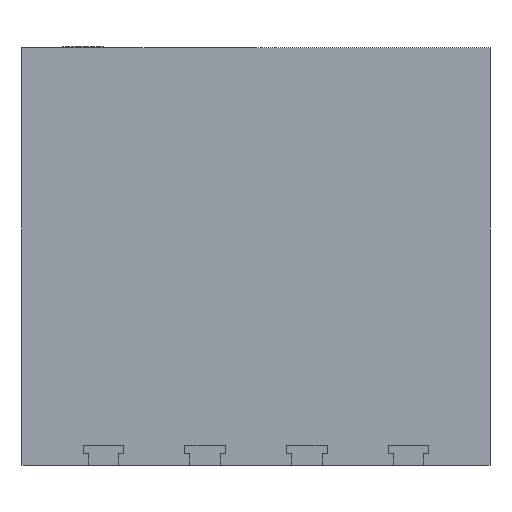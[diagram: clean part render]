
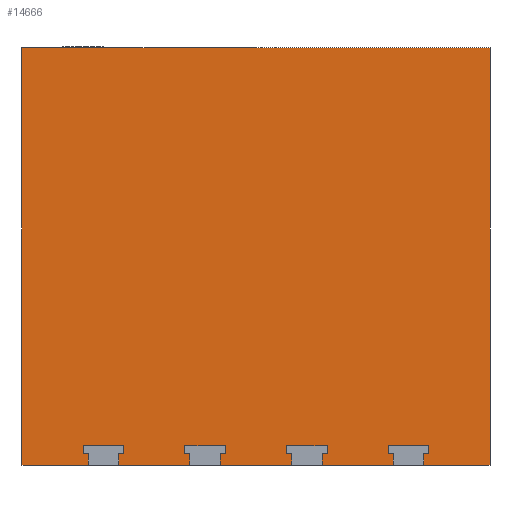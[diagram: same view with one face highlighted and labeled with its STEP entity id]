
A CAD part, front view. The second image highlights one B-rep face of the part: STEP entity #14666.
In plain terms, the highlighted face is planar.
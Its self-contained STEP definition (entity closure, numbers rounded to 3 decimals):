
#375=FACE_OUTER_BOUND('',#1160,.T.);
#1160=EDGE_LOOP('',(#10307,#10308,#10309,#10310,#10311,#10312,#10313,#10314,
#10315,#10316,#10317,#10318,#10319,#10320,#10321,#10322,#10323,#10324,#10325,
#10326,#10327,#10328,#10329,#10330,#10331,#10332,#10333,#10334,#10335,#10336,
#10337,#10338,#10339,#10340,#10341,#10342));
#1974=LINE('',#21350,#3691);
#1981=LINE('',#21374,#3698);
#1988=LINE('',#21398,#3705);
#2023=LINE('',#21519,#3740);
#2030=LINE('',#21539,#3747);
#2081=LINE('',#21650,#3798);
#2116=LINE('',#21717,#3833);
#2125=LINE('',#21743,#3842);
#2138=LINE('',#21785,#3855);
#2145=LINE('',#21809,#3862);
#2152=LINE('',#21830,#3869);
#2159=LINE('',#21854,#3876);
#2166=LINE('',#21875,#3883);
#2180=LINE('',#21920,#3897);
#2332=LINE('',#22401,#4049);
#2333=LINE('',#22403,#4050);
#2334=LINE('',#22405,#4051);
#2335=LINE('',#22406,#4052);
#2336=LINE('',#22407,#4053);
#2337=LINE('',#22408,#4054);
#2338=LINE('',#22410,#4055);
#2339=LINE('',#22412,#4056);
#2340=LINE('',#22413,#4057);
#2341=LINE('',#22414,#4058);
#2342=LINE('',#22415,#4059);
#2343=LINE('',#22417,#4060);
#2344=LINE('',#22419,#4061);
#2345=LINE('',#22420,#4062);
#2346=LINE('',#22421,#4063);
#2347=LINE('',#22422,#4064);
#2348=LINE('',#22424,#4065);
#2349=LINE('',#22426,#4066);
#2350=LINE('',#22427,#4067);
#2351=LINE('',#22428,#4068);
#2352=LINE('',#22430,#4069);
#2353=LINE('',#22431,#4070);
#3691=VECTOR('',#16935,0.35);
#3698=VECTOR('',#16952,0.35);
#3705=VECTOR('',#16969,0.35);
#3740=VECTOR('',#17056,0.325);
#3747=VECTOR('',#17071,0.325);
#3798=VECTOR('',#17150,2.05);
#3833=VECTOR('',#17191,0.025);
#3842=VECTOR('',#17210,0.025);
#3855=VECTOR('',#17241,0.025);
#3862=VECTOR('',#17258,0.025);
#3869=VECTOR('',#17273,0.025);
#3876=VECTOR('',#17290,0.025);
#3883=VECTOR('',#17305,0.025);
#3897=VECTOR('',#17337,0.025);
#4049=VECTOR('',#17697,0.055);
#4050=VECTOR('',#17698,0.04);
#4051=VECTOR('',#17699,0.2);
#4052=VECTOR('',#17700,0.04);
#4053=VECTOR('',#17701,0.055);
#4054=VECTOR('',#17702,0.055);
#4055=VECTOR('',#17703,0.04);
#4056=VECTOR('',#17704,0.2);
#4057=VECTOR('',#17705,0.04);
#4058=VECTOR('',#17706,0.055);
#4059=VECTOR('',#17707,0.055);
#4060=VECTOR('',#17708,0.04);
#4061=VECTOR('',#17709,0.2);
#4062=VECTOR('',#17710,0.04);
#4063=VECTOR('',#17711,0.055);
#4064=VECTOR('',#17712,0.055);
#4065=VECTOR('',#17713,0.04);
#4066=VECTOR('',#17714,0.2);
#4067=VECTOR('',#17715,0.04);
#4068=VECTOR('',#17716,0.055);
#4069=VECTOR('',#17717,2.05);
#4070=VECTOR('',#17718,2.3);
#5982=VERTEX_POINT('',#21347);
#5983=VERTEX_POINT('',#21349);
#5994=VERTEX_POINT('',#21371);
#5995=VERTEX_POINT('',#21373);
#6006=VERTEX_POINT('',#21395);
#6007=VERTEX_POINT('',#21397);
#6066=VERTEX_POINT('',#21516);
#6067=VERTEX_POINT('',#21518);
#6068=VERTEX_POINT('',#21522);
#6076=VERTEX_POINT('',#21537);
#6122=VERTEX_POINT('',#21649);
#6150=VERTEX_POINT('',#21715);
#6151=VERTEX_POINT('',#21716);
#6162=VERTEX_POINT('',#21741);
#6163=VERTEX_POINT('',#21742);
#6182=VERTEX_POINT('',#21783);
#6183=VERTEX_POINT('',#21784);
#6194=VERTEX_POINT('',#21806);
#6195=VERTEX_POINT('',#21808);
#6204=VERTEX_POINT('',#21828);
#6205=VERTEX_POINT('',#21829);
#6216=VERTEX_POINT('',#21851);
#6217=VERTEX_POINT('',#21853);
#6226=VERTEX_POINT('',#21873);
#6227=VERTEX_POINT('',#21874);
#6248=VERTEX_POINT('',#21918);
#6249=VERTEX_POINT('',#21919);
#6475=VERTEX_POINT('',#22402);
#6476=VERTEX_POINT('',#22404);
#6477=VERTEX_POINT('',#22409);
#6478=VERTEX_POINT('',#22411);
#6479=VERTEX_POINT('',#22416);
#6480=VERTEX_POINT('',#22418);
#6481=VERTEX_POINT('',#22423);
#6482=VERTEX_POINT('',#22425);
#6483=VERTEX_POINT('',#22429);
#7480=EDGE_CURVE('',#5983,#5982,#1974,.T.);
#7492=EDGE_CURVE('',#5995,#5994,#1981,.T.);
#7504=EDGE_CURVE('',#6007,#6006,#1988,.T.);
#7564=EDGE_CURVE('',#6067,#6066,#2023,.T.);
#7574=EDGE_CURVE('',#6068,#6076,#2030,.T.);
#7631=EDGE_CURVE('',#6067,#6122,#2081,.T.);
#7666=EDGE_CURVE('',#6150,#6151,#2116,.T.);
#7679=EDGE_CURVE('',#6162,#6163,#2125,.T.);
#7700=EDGE_CURVE('',#6182,#6183,#2138,.T.);
#7712=EDGE_CURVE('',#6194,#6195,#2145,.T.);
#7722=EDGE_CURVE('',#6204,#6205,#2152,.T.);
#7734=EDGE_CURVE('',#6216,#6217,#2159,.T.);
#7744=EDGE_CURVE('',#6226,#6227,#2166,.T.);
#7766=EDGE_CURVE('',#6248,#6249,#2180,.T.);
#8009=EDGE_CURVE('',#6066,#6151,#2332,.T.);
#8010=EDGE_CURVE('',#6150,#6475,#2333,.T.);
#8011=EDGE_CURVE('',#6475,#6476,#2334,.T.);
#8012=EDGE_CURVE('',#6163,#6476,#2335,.T.);
#8013=EDGE_CURVE('',#6007,#6162,#2336,.T.);
#8014=EDGE_CURVE('',#6006,#6183,#2337,.T.);
#8015=EDGE_CURVE('',#6182,#6477,#2338,.T.);
#8016=EDGE_CURVE('',#6477,#6478,#2339,.T.);
#8017=EDGE_CURVE('',#6195,#6478,#2340,.T.);
#8018=EDGE_CURVE('',#5995,#6194,#2341,.T.);
#8019=EDGE_CURVE('',#5994,#6205,#2342,.T.);
#8020=EDGE_CURVE('',#6204,#6479,#2343,.T.);
#8021=EDGE_CURVE('',#6479,#6480,#2344,.T.);
#8022=EDGE_CURVE('',#6217,#6480,#2345,.T.);
#8023=EDGE_CURVE('',#5983,#6216,#2346,.T.);
#8024=EDGE_CURVE('',#5982,#6227,#2347,.T.);
#8025=EDGE_CURVE('',#6226,#6481,#2348,.T.);
#8026=EDGE_CURVE('',#6481,#6482,#2349,.T.);
#8027=EDGE_CURVE('',#6249,#6482,#2350,.T.);
#8028=EDGE_CURVE('',#6068,#6248,#2351,.T.);
#8029=EDGE_CURVE('',#6076,#6483,#2352,.T.);
#8030=EDGE_CURVE('',#6122,#6483,#2353,.T.);
#10307=ORIENTED_EDGE('',*,*,#8009,.T.);
#10308=ORIENTED_EDGE('',*,*,#7666,.F.);
#10309=ORIENTED_EDGE('',*,*,#8010,.T.);
#10310=ORIENTED_EDGE('',*,*,#8011,.T.);
#10311=ORIENTED_EDGE('',*,*,#8012,.F.);
#10312=ORIENTED_EDGE('',*,*,#7679,.F.);
#10313=ORIENTED_EDGE('',*,*,#8013,.F.);
#10314=ORIENTED_EDGE('',*,*,#7504,.T.);
#10315=ORIENTED_EDGE('',*,*,#8014,.T.);
#10316=ORIENTED_EDGE('',*,*,#7700,.F.);
#10317=ORIENTED_EDGE('',*,*,#8015,.T.);
#10318=ORIENTED_EDGE('',*,*,#8016,.T.);
#10319=ORIENTED_EDGE('',*,*,#8017,.F.);
#10320=ORIENTED_EDGE('',*,*,#7712,.F.);
#10321=ORIENTED_EDGE('',*,*,#8018,.F.);
#10322=ORIENTED_EDGE('',*,*,#7492,.T.);
#10323=ORIENTED_EDGE('',*,*,#8019,.T.);
#10324=ORIENTED_EDGE('',*,*,#7722,.F.);
#10325=ORIENTED_EDGE('',*,*,#8020,.T.);
#10326=ORIENTED_EDGE('',*,*,#8021,.T.);
#10327=ORIENTED_EDGE('',*,*,#8022,.F.);
#10328=ORIENTED_EDGE('',*,*,#7734,.F.);
#10329=ORIENTED_EDGE('',*,*,#8023,.F.);
#10330=ORIENTED_EDGE('',*,*,#7480,.T.);
#10331=ORIENTED_EDGE('',*,*,#8024,.T.);
#10332=ORIENTED_EDGE('',*,*,#7744,.F.);
#10333=ORIENTED_EDGE('',*,*,#8025,.T.);
#10334=ORIENTED_EDGE('',*,*,#8026,.T.);
#10335=ORIENTED_EDGE('',*,*,#8027,.F.);
#10336=ORIENTED_EDGE('',*,*,#7766,.F.);
#10337=ORIENTED_EDGE('',*,*,#8028,.F.);
#10338=ORIENTED_EDGE('',*,*,#7574,.T.);
#10339=ORIENTED_EDGE('',*,*,#8029,.T.);
#10340=ORIENTED_EDGE('',*,*,#8030,.F.);
#10341=ORIENTED_EDGE('',*,*,#7631,.F.);
#10342=ORIENTED_EDGE('',*,*,#7564,.T.);
#14144=PLANE('',#15707);
#14666=ADVANCED_FACE('',(#375),#14144,.T.);
#15707=AXIS2_PLACEMENT_3D('',#22400,#17695,#17696);
#16935=DIRECTION('',(1.,0.,0.));
#16952=DIRECTION('',(1.,0.,0.));
#16969=DIRECTION('',(1.,0.,0.));
#17056=DIRECTION('',(1.,0.,0.));
#17071=DIRECTION('',(1.,0.,0.));
#17150=DIRECTION('',(0.,1.,0.));
#17191=DIRECTION('',(1.,0.,0.));
#17210=DIRECTION('',(1.,0.,0.));
#17241=DIRECTION('',(1.,0.,0.));
#17258=DIRECTION('',(1.,0.,0.));
#17273=DIRECTION('',(1.,0.,0.));
#17290=DIRECTION('',(1.,0.,0.));
#17305=DIRECTION('',(1.,0.,0.));
#17337=DIRECTION('',(1.,0.,0.));
#17695=DIRECTION('center_axis',(0.,0.,1.));
#17696=DIRECTION('ref_axis',(1.,0.,0.));
#17697=DIRECTION('',(0.,1.,0.));
#17698=DIRECTION('',(0.,1.,0.));
#17699=DIRECTION('',(1.,0.,0.));
#17700=DIRECTION('',(0.,1.,0.));
#17701=DIRECTION('',(0.,1.,0.));
#17702=DIRECTION('',(0.,1.,0.));
#17703=DIRECTION('',(0.,1.,0.));
#17704=DIRECTION('',(1.,0.,0.));
#17705=DIRECTION('',(0.,1.,0.));
#17706=DIRECTION('',(0.,1.,0.));
#17707=DIRECTION('',(0.,1.,0.));
#17708=DIRECTION('',(0.,1.,0.));
#17709=DIRECTION('',(1.,0.,0.));
#17710=DIRECTION('',(0.,1.,0.));
#17711=DIRECTION('',(0.,1.,0.));
#17712=DIRECTION('',(0.,1.,0.));
#17713=DIRECTION('',(0.,1.,0.));
#17714=DIRECTION('',(1.,0.,0.));
#17715=DIRECTION('',(0.,1.,0.));
#17716=DIRECTION('',(0.,1.,0.));
#17717=DIRECTION('',(0.,1.,0.));
#17718=DIRECTION('',(1.,0.,0.));
#21347=CARTESIAN_POINT('',(0.675,0.,1.5));
#21349=CARTESIAN_POINT('',(0.325,0.,1.5));
#21350=CARTESIAN_POINT('',(0.325,0.,1.5));
#21371=CARTESIAN_POINT('',(0.175,0.,1.5));
#21373=CARTESIAN_POINT('',(-0.175,0.,1.5));
#21374=CARTESIAN_POINT('',(-0.175,0.,1.5));
#21395=CARTESIAN_POINT('',(-0.325,0.,1.5));
#21397=CARTESIAN_POINT('',(-0.675,0.,1.5));
#21398=CARTESIAN_POINT('',(-0.675,0.,1.5));
#21516=CARTESIAN_POINT('',(-0.825,0.,1.5));
#21518=CARTESIAN_POINT('',(-1.15,0.,1.5));
#21519=CARTESIAN_POINT('',(-1.15,0.,1.5));
#21522=CARTESIAN_POINT('',(0.825,0.,1.5));
#21537=CARTESIAN_POINT('',(1.15,0.,1.5));
#21539=CARTESIAN_POINT('',(0.825,0.,1.5));
#21649=CARTESIAN_POINT('',(-1.15,2.05,1.5));
#21650=CARTESIAN_POINT('',(-1.15,0.,1.5));
#21715=CARTESIAN_POINT('',(-0.85,0.055,1.5));
#21716=CARTESIAN_POINT('',(-0.825,0.055,1.5));
#21717=CARTESIAN_POINT('',(-0.85,0.055,1.5));
#21741=CARTESIAN_POINT('',(-0.675,0.055,1.5));
#21742=CARTESIAN_POINT('',(-0.65,0.055,1.5));
#21743=CARTESIAN_POINT('',(-0.675,0.055,1.5));
#21783=CARTESIAN_POINT('',(-0.35,0.055,1.5));
#21784=CARTESIAN_POINT('',(-0.325,0.055,1.5));
#21785=CARTESIAN_POINT('',(-0.35,0.055,1.5));
#21806=CARTESIAN_POINT('',(-0.175,0.055,1.5));
#21808=CARTESIAN_POINT('',(-0.15,0.055,1.5));
#21809=CARTESIAN_POINT('',(-0.175,0.055,1.5));
#21828=CARTESIAN_POINT('',(0.15,0.055,1.5));
#21829=CARTESIAN_POINT('',(0.175,0.055,1.5));
#21830=CARTESIAN_POINT('',(0.15,0.055,1.5));
#21851=CARTESIAN_POINT('',(0.325,0.055,1.5));
#21853=CARTESIAN_POINT('',(0.35,0.055,1.5));
#21854=CARTESIAN_POINT('',(0.325,0.055,1.5));
#21873=CARTESIAN_POINT('',(0.65,0.055,1.5));
#21874=CARTESIAN_POINT('',(0.675,0.055,1.5));
#21875=CARTESIAN_POINT('',(0.65,0.055,1.5));
#21918=CARTESIAN_POINT('',(0.825,0.055,1.5));
#21919=CARTESIAN_POINT('',(0.85,0.055,1.5));
#21920=CARTESIAN_POINT('',(0.825,0.055,1.5));
#22400=CARTESIAN_POINT('Origin',(-1.15,0.,1.5));
#22401=CARTESIAN_POINT('',(-0.825,0.,1.5));
#22402=CARTESIAN_POINT('',(-0.85,0.095,1.5));
#22403=CARTESIAN_POINT('',(-0.85,0.055,1.5));
#22404=CARTESIAN_POINT('',(-0.65,0.095,1.5));
#22405=CARTESIAN_POINT('',(-0.85,0.095,1.5));
#22406=CARTESIAN_POINT('',(-0.65,0.055,1.5));
#22407=CARTESIAN_POINT('',(-0.675,0.,1.5));
#22408=CARTESIAN_POINT('',(-0.325,0.,1.5));
#22409=CARTESIAN_POINT('',(-0.35,0.095,1.5));
#22410=CARTESIAN_POINT('',(-0.35,0.055,1.5));
#22411=CARTESIAN_POINT('',(-0.15,0.095,1.5));
#22412=CARTESIAN_POINT('',(-0.35,0.095,1.5));
#22413=CARTESIAN_POINT('',(-0.15,0.055,1.5));
#22414=CARTESIAN_POINT('',(-0.175,0.,1.5));
#22415=CARTESIAN_POINT('',(0.175,0.,1.5));
#22416=CARTESIAN_POINT('',(0.15,0.095,1.5));
#22417=CARTESIAN_POINT('',(0.15,0.055,1.5));
#22418=CARTESIAN_POINT('',(0.35,0.095,1.5));
#22419=CARTESIAN_POINT('',(0.15,0.095,1.5));
#22420=CARTESIAN_POINT('',(0.35,0.055,1.5));
#22421=CARTESIAN_POINT('',(0.325,0.,1.5));
#22422=CARTESIAN_POINT('',(0.675,0.,1.5));
#22423=CARTESIAN_POINT('',(0.65,0.095,1.5));
#22424=CARTESIAN_POINT('',(0.65,0.055,1.5));
#22425=CARTESIAN_POINT('',(0.85,0.095,1.5));
#22426=CARTESIAN_POINT('',(0.65,0.095,1.5));
#22427=CARTESIAN_POINT('',(0.85,0.055,1.5));
#22428=CARTESIAN_POINT('',(0.825,0.,1.5));
#22429=CARTESIAN_POINT('',(1.15,2.05,1.5));
#22430=CARTESIAN_POINT('',(1.15,0.,1.5));
#22431=CARTESIAN_POINT('',(-1.15,2.05,1.5));
